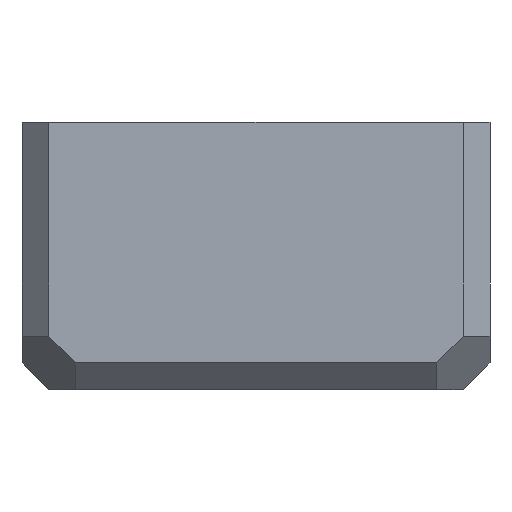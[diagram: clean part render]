
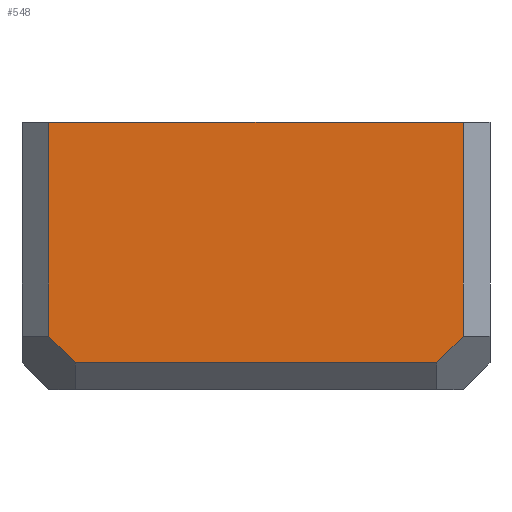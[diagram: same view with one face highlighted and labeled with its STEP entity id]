
A CAD part, front view. The second image highlights one B-rep face of the part: STEP entity #548.
In plain terms, the highlighted planar face has unit normal (0, -1, 0).
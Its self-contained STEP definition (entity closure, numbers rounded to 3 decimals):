
#62=FACE_OUTER_BOUND('',#98,.T.);
#98=EDGE_LOOP('',(#485,#486,#487,#488,#489,#490));
#123=LINE('',#801,#187);
#133=LINE('',#822,#197);
#137=LINE('',#828,#201);
#141=LINE('',#835,#205);
#145=LINE('',#843,#209);
#157=LINE('',#865,#221);
#187=VECTOR('',#644,10.);
#197=VECTOR('',#656,10.);
#201=VECTOR('',#664,10.);
#205=VECTOR('',#670,10.);
#209=VECTOR('',#678,10.);
#221=VECTOR('',#702,10.);
#247=VERTEX_POINT('',#799);
#248=VERTEX_POINT('',#800);
#257=VERTEX_POINT('',#819);
#258=VERTEX_POINT('',#821);
#259=VERTEX_POINT('',#831);
#262=VERTEX_POINT('',#841);
#299=EDGE_CURVE('',#247,#248,#123,.T.);
#309=EDGE_CURVE('',#257,#258,#133,.T.);
#313=EDGE_CURVE('',#248,#257,#137,.T.);
#317=EDGE_CURVE('',#258,#259,#141,.T.);
#321=EDGE_CURVE('',#262,#247,#145,.T.);
#333=EDGE_CURVE('',#259,#262,#157,.T.);
#485=ORIENTED_EDGE('',*,*,#321,.F.);
#486=ORIENTED_EDGE('',*,*,#333,.F.);
#487=ORIENTED_EDGE('',*,*,#317,.F.);
#488=ORIENTED_EDGE('',*,*,#309,.F.);
#489=ORIENTED_EDGE('',*,*,#313,.F.);
#490=ORIENTED_EDGE('',*,*,#299,.F.);
#517=PLANE('',#601);
#548=ADVANCED_FACE('',(#62),#517,.T.);
#601=AXIS2_PLACEMENT_3D('',#897,#744,#745);
#644=DIRECTION('',(-0.707,0.,-0.707));
#656=DIRECTION('',(-0.707,0.,0.707));
#664=DIRECTION('',(-1.,0.,0.));
#670=DIRECTION('',(0.,0.,1.));
#678=DIRECTION('',(0.,0.,-1.));
#702=DIRECTION('',(1.,0.,0.));
#744=DIRECTION('center_axis',(0.,-1.,0.));
#745=DIRECTION('ref_axis',(1.,0.,0.));
#799=CARTESIAN_POINT('',(22.75,-10.,4.));
#800=CARTESIAN_POINT('',(20.75,-10.,2.));
#801=CARTESIAN_POINT('',(12.5,-10.,-6.25));
#819=CARTESIAN_POINT('',(-6.25,-10.,2.));
#821=CARTESIAN_POINT('',(-8.25,-10.,4.));
#822=CARTESIAN_POINT('',(-7.75,-10.,3.5));
#828=CARTESIAN_POINT('',(-1.5,-10.,2.));
#831=CARTESIAN_POINT('',(-8.25,-10.,20.));
#835=CARTESIAN_POINT('',(-8.25,-10.,0.));
#841=CARTESIAN_POINT('',(22.75,-10.,20.));
#843=CARTESIAN_POINT('',(22.75,-10.,0.));
#865=CARTESIAN_POINT('',(-10.25,-10.,20.));
#897=CARTESIAN_POINT('Origin',(-10.25,-10.,0.));
